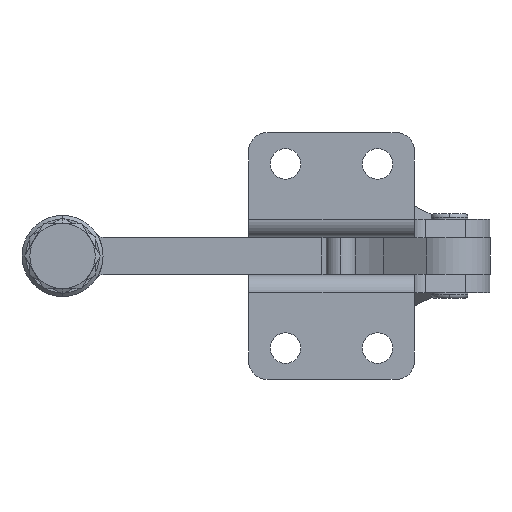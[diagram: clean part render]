
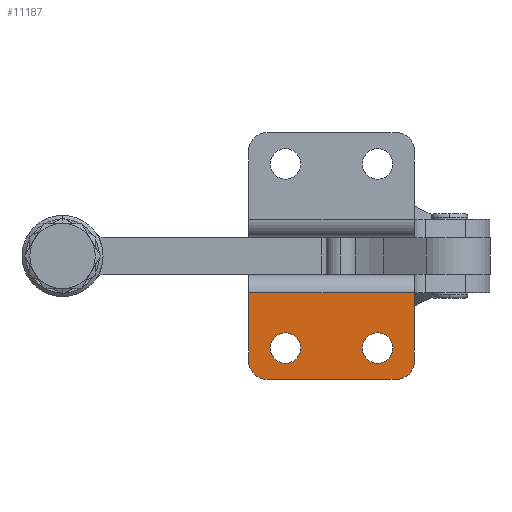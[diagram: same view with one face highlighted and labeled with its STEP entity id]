
A CAD part, front view. The second image highlights one B-rep face of the part: STEP entity #11187.
In plain terms, the highlighted planar face has unit normal (0, -1, 0).
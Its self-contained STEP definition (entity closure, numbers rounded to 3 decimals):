
#635 = EDGE_LOOP ( 'NONE', ( #16976, #16977 ) ) ;
#636 = EDGE_LOOP ( 'NONE', ( #16980, #16981, #16982, #16983, #16984, #16985 ) ) ;
#675 = EDGE_LOOP ( 'NONE', ( #16978, #16979 ) ) ;
#4850 = CARTESIAN_POINT ( 'NONE',  ( 10., 22., -25. ) ) ;
#4851 = DIRECTION ( 'NONE',  ( 0., -1., 0. ) ) ;
#4852 = DIRECTION ( 'NONE',  ( 0., 0., -1. ) ) ;
#5353 = CARTESIAN_POINT ( 'NONE',  ( 65.5, 22., -10. ) ) ;
#5354 = DIRECTION ( 'NONE',  ( 0., 0., 1. ) ) ;
#5355 = DIRECTION ( 'NONE',  ( -1., 0., 0. ) ) ;
#5356 = CARTESIAN_POINT ( 'NONE',  ( 45., 22., 10. ) ) ;
#5357 = CARTESIAN_POINT ( 'NONE',  ( 0., 22., 10. ) ) ;
#5362 = DIRECTION ( 'NONE',  ( 0., 0., -1. ) ) ;
#5412 = CARTESIAN_POINT ( 'NONE',  ( 40., 22., -28.5 ) ) ;
#5413 = DIRECTION ( 'NONE',  ( 0., -1., 0. ) ) ;
#5414 = DIRECTION ( 'NONE',  ( 0., 0., -1. ) ) ;
#5450 = CARTESIAN_POINT ( 'NONE',  ( 5., 22., -28.5 ) ) ;
#5451 = DIRECTION ( 'NONE',  ( 0., -1., 0. ) ) ;
#5452 = DIRECTION ( 'NONE',  ( 0., 0., -1. ) ) ;
#5454 = CARTESIAN_POINT ( 'NONE',  ( 10., 22., -25. ) ) ;
#5455 = DIRECTION ( 'NONE',  ( 0., -1., 0. ) ) ;
#5456 = DIRECTION ( 'NONE',  ( 0., 0., -1. ) ) ;
#5461 = CARTESIAN_POINT ( 'NONE',  ( 35., 22., -25. ) ) ;
#5462 = DIRECTION ( 'NONE',  ( 0., -1., 0. ) ) ;
#5463 = DIRECTION ( 'NONE',  ( 0., 0., -1. ) ) ;
#5472 = CARTESIAN_POINT ( 'NONE',  ( 5., 22., -33.5 ) ) ;
#5473 = DIRECTION ( 'NONE',  ( 1., 0., 0. ) ) ;
#5479 = CARTESIAN_POINT ( 'NONE',  ( 35., 22., -25. ) ) ;
#5480 = DIRECTION ( 'NONE',  ( 0., -1., 0. ) ) ;
#5481 = DIRECTION ( 'NONE',  ( 0., 0., -1. ) ) ;
#7405 = CARTESIAN_POINT ( 'NONE',  ( 10., 22., -29.15 ) ) ;
#7406 = CARTESIAN_POINT ( 'NONE',  ( 10., 22., -20.85 ) ) ;
#7440 = CARTESIAN_POINT ( 'NONE',  ( 0., 22., -10. ) ) ;
#7482 = CARTESIAN_POINT ( 'NONE',  ( 45., 22., -28.5 ) ) ;
#7499 = CARTESIAN_POINT ( 'NONE',  ( 35., 22., -29.15 ) ) ;
#7529 = CARTESIAN_POINT ( 'NONE',  ( 35., 22., -20.85 ) ) ;
#7533 = CARTESIAN_POINT ( 'NONE',  ( 0., 22., -28.5 ) ) ;
#7534 = CARTESIAN_POINT ( 'NONE',  ( 40., 22., -33.5 ) ) ;
#7556 = CARTESIAN_POINT ( 'NONE',  ( 45., 22., -10. ) ) ;
#7560 = CARTESIAN_POINT ( 'NONE',  ( 5., 22., -33.5 ) ) ;
#10689 = EDGE_CURVE ( 'NONE', #22150, #22149, #14340, .T. ) ;
#11187 = ADVANCED_FACE ( 'NONE', ( #14816, #14824, #14820 ), #20756, .F. ) ;
#13404 = EDGE_CURVE ( 'NONE', #22300, #22184, #19306, .T. ) ;
#13406 = EDGE_CURVE ( 'NONE', #22277, #22184, #19308, .T. ) ;
#13407 = EDGE_CURVE ( 'NONE', #22300, #22226, #19310, .T. ) ;
#13428 = EDGE_CURVE ( 'NONE', #22278, #22226, #19342, .T. ) ;
#13445 = EDGE_CURVE ( 'NONE', #22277, #22304, #19373, .T. ) ;
#13446 = EDGE_CURVE ( 'NONE', #22149, #22150, #19375, .T. ) ;
#13448 = EDGE_CURVE ( 'NONE', #22243, #22273, #19377, .T. ) ;
#13453 = EDGE_CURVE ( 'NONE', #22304, #22278, #19384, .T. ) ;
#13455 = EDGE_CURVE ( 'NONE', #22273, #22243, #19388, .T. ) ;
#14340 = CIRCLE ( 'NONE', #26222, 4.15 ) ;
#14816 = FACE_BOUND ( 'NONE', #635, .T. ) ;
#14820 = FACE_OUTER_BOUND ( 'NONE', #636, .T. ) ;
#14824 = FACE_BOUND ( 'NONE', #675, .T. ) ;
#16976 = ORIENTED_EDGE ( 'NONE', *, *, #13446, .F. ) ;
#16977 = ORIENTED_EDGE ( 'NONE', *, *, #10689, .F. ) ;
#16978 = ORIENTED_EDGE ( 'NONE', *, *, #13448, .F. ) ;
#16979 = ORIENTED_EDGE ( 'NONE', *, *, #13455, .F. ) ;
#16980 = ORIENTED_EDGE ( 'NONE', *, *, #13404, .T. ) ;
#16981 = ORIENTED_EDGE ( 'NONE', *, *, #13406, .F. ) ;
#16982 = ORIENTED_EDGE ( 'NONE', *, *, #13445, .T. ) ;
#16983 = ORIENTED_EDGE ( 'NONE', *, *, #13453, .T. ) ;
#16984 = ORIENTED_EDGE ( 'NONE', *, *, #13428, .T. ) ;
#16985 = ORIENTED_EDGE ( 'NONE', *, *, #13407, .F. ) ;
#19306 = LINE ( 'NONE', #5353, #19309 ) ;
#19308 = LINE ( 'NONE', #5357, #19312 ) ;
#19309 = VECTOR ( 'NONE', #5355, 1000. ) ;
#19310 = LINE ( 'NONE', #5356, #19314 ) ;
#19312 = VECTOR ( 'NONE', #5354, 1000. ) ;
#19314 = VECTOR ( 'NONE', #5362, 1000. ) ;
#19342 = CIRCLE ( 'NONE', #26649, 5. ) ;
#19373 = CIRCLE ( 'NONE', #26657, 5. ) ;
#19375 = CIRCLE ( 'NONE', #26658, 4.15 ) ;
#19377 = CIRCLE ( 'NONE', #26660, 4.15 ) ;
#19384 = LINE ( 'NONE', #5472, #19387 ) ;
#19387 = VECTOR ( 'NONE', #5473, 1000. ) ;
#19388 = CIRCLE ( 'NONE', #26662, 4.15 ) ;
#20752 = DIRECTION ( 'NONE',  ( 0., 1., 0. ) ) ;
#20754 = CARTESIAN_POINT ( 'NONE',  ( -2.584, 22., 166.638 ) ) ;
#20756 = PLANE ( 'NONE',  #26291 ) ;
#20758 = DIRECTION ( 'NONE',  ( 0., 0., 1. ) ) ;
#22149 = VERTEX_POINT ( 'NONE', #7405 ) ;
#22150 = VERTEX_POINT ( 'NONE', #7406 ) ;
#22184 = VERTEX_POINT ( 'NONE', #7440 ) ;
#22226 = VERTEX_POINT ( 'NONE', #7482 ) ;
#22243 = VERTEX_POINT ( 'NONE', #7499 ) ;
#22273 = VERTEX_POINT ( 'NONE', #7529 ) ;
#22277 = VERTEX_POINT ( 'NONE', #7533 ) ;
#22278 = VERTEX_POINT ( 'NONE', #7534 ) ;
#22300 = VERTEX_POINT ( 'NONE', #7556 ) ;
#22304 = VERTEX_POINT ( 'NONE', #7560 ) ;
#26222 = AXIS2_PLACEMENT_3D ( 'NONE', #4850, #4851, #4852 ) ;
#26291 = AXIS2_PLACEMENT_3D ( 'NONE', #20754, #20752, #20758 ) ;
#26649 = AXIS2_PLACEMENT_3D ( 'NONE', #5412, #5413, #5414 ) ;
#26657 = AXIS2_PLACEMENT_3D ( 'NONE', #5450, #5451, #5452 ) ;
#26658 = AXIS2_PLACEMENT_3D ( 'NONE', #5454, #5455, #5456 ) ;
#26660 = AXIS2_PLACEMENT_3D ( 'NONE', #5461, #5462, #5463 ) ;
#26662 = AXIS2_PLACEMENT_3D ( 'NONE', #5479, #5480, #5481 ) ;
